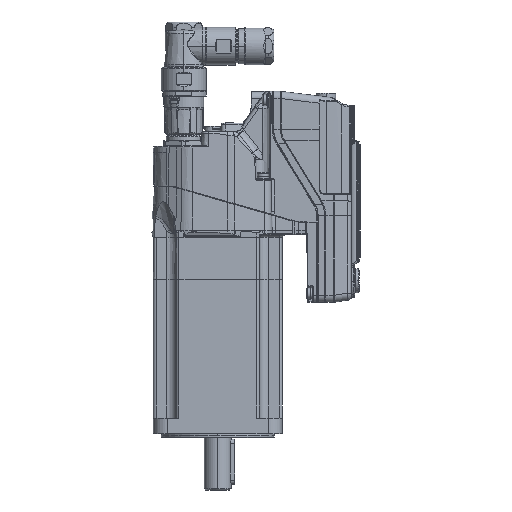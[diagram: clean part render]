
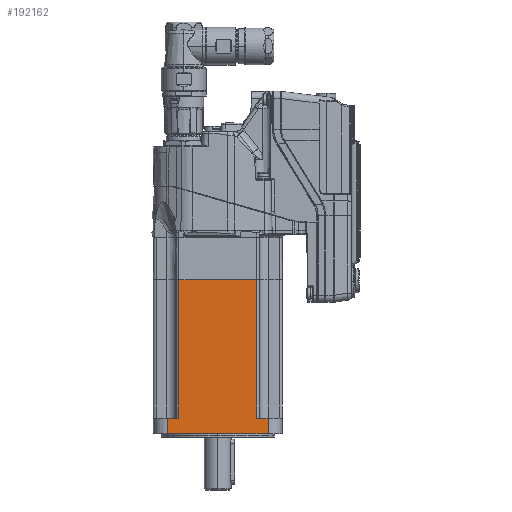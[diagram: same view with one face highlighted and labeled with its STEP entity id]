
A CAD part, left-side view. The second image highlights one B-rep face of the part: STEP entity #192162.
In plain terms, the highlighted face is planar.
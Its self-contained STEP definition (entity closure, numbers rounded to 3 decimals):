
#187090=DIRECTION('',(0.,-1.,0.));
#187091=VECTOR('',#187090,71.3);
#187092=CARTESIAN_POINT('',(-0.5,35.65,45.65));
#187093=LINE('',#187092,#187091);
#187699=DIRECTION('',(0.,1.,0.));
#187700=VECTOR('',#187699,8.15);
#187701=CARTESIAN_POINT('',(-11.5,-35.65,45.65));
#187702=LINE('',#187701,#187700);
#187782=DIRECTION('',(-1.,0.,0.));
#187783=VECTOR('',#187782,98.);
#187784=CARTESIAN_POINT('',(-11.5,-27.5,45.65));
#187785=LINE('',#187784,#187783);
#187796=DIRECTION('',(0.,1.,0.));
#187797=VECTOR('',#187796,55.);
#187798=CARTESIAN_POINT('',(-109.5,-27.5,45.65));
#187799=LINE('',#187798,#187797);
#187803=DIRECTION('',(1.,0.,0.));
#187804=VECTOR('',#187803,98.);
#187805=CARTESIAN_POINT('',(-109.5,27.5,45.65));
#187806=LINE('',#187805,#187804);
#188088=DIRECTION('',(1.,0.,0.));
#188089=VECTOR('',#188088,11.);
#188090=CARTESIAN_POINT('',(-11.5,35.65,45.65));
#188091=LINE('',#188090,#188089);
#188118=DIRECTION('',(0.,1.,0.));
#188119=VECTOR('',#188118,8.15);
#188120=CARTESIAN_POINT('',(-11.5,27.5,45.65));
#188121=LINE('',#188120,#188119);
#188185=DIRECTION('',(-1.,0.,0.));
#188186=VECTOR('',#188185,11.);
#188187=CARTESIAN_POINT('',(-0.5,-35.65,45.65));
#188188=LINE('',#188187,#188186);
#190343=CARTESIAN_POINT('',(-11.5,-27.5,45.65));
#190344=VERTEX_POINT('',#190343);
#190345=CARTESIAN_POINT('',(-11.5,-35.65,45.65));
#190346=VERTEX_POINT('',#190345);
#190347=CARTESIAN_POINT('',(-0.5,-35.65,45.65));
#190348=VERTEX_POINT('',#190347);
#190349=CARTESIAN_POINT('',(-0.5,35.65,45.65));
#190350=VERTEX_POINT('',#190349);
#190351=CARTESIAN_POINT('',(-11.5,35.65,45.65));
#190352=VERTEX_POINT('',#190351);
#190353=CARTESIAN_POINT('',(-11.5,27.5,45.65));
#190354=VERTEX_POINT('',#190353);
#190851=CARTESIAN_POINT('',(-109.5,-27.5,45.65));
#190852=VERTEX_POINT('',#190851);
#190853=CARTESIAN_POINT('',(-109.5,27.5,45.65));
#190854=VERTEX_POINT('',#190853);
#192143=CARTESIAN_POINT('',(-150.,0.,45.65));
#192144=DIRECTION('',(0.,0.,1.));
#192145=DIRECTION('',(1.,0.,0.));
#192146=AXIS2_PLACEMENT_3D('',#192143,#192144,#192145);
#192147=PLANE('',#192146);
#192148=ORIENTED_EDGE('',*,*,#192111,.T.);
#192149=ORIENTED_EDGE('',*,*,#191816,.T.);
#192151=ORIENTED_EDGE('',*,*,#192150,.T.);
#192153=ORIENTED_EDGE('',*,*,#192152,.T.);
#192155=ORIENTED_EDGE('',*,*,#192154,.T.);
#192156=ORIENTED_EDGE('',*,*,#191584,.T.);
#192158=ORIENTED_EDGE('',*,*,#192157,.T.);
#192159=ORIENTED_EDGE('',*,*,#192075,.T.);
#192160=EDGE_LOOP('',(#192148,#192149,#192151,#192153,#192155,#192156,#192158,
#192159));
#192161=FACE_OUTER_BOUND('',#192160,.F.);
#192162=ADVANCED_FACE('',(#192161),#192147,.T.);
#191584=EDGE_CURVE('',#190350,#190348,#187093,.T.);
#191816=EDGE_CURVE('',#190852,#190854,#187799,.T.);
#192075=EDGE_CURVE('',#190346,#190344,#187702,.T.);
#192111=EDGE_CURVE('',#190344,#190852,#187785,.T.);
#192150=EDGE_CURVE('',#190854,#190354,#187806,.T.);
#192152=EDGE_CURVE('',#190354,#190352,#188121,.T.);
#192154=EDGE_CURVE('',#190352,#190350,#188091,.T.);
#192157=EDGE_CURVE('',#190348,#190346,#188188,.T.);
